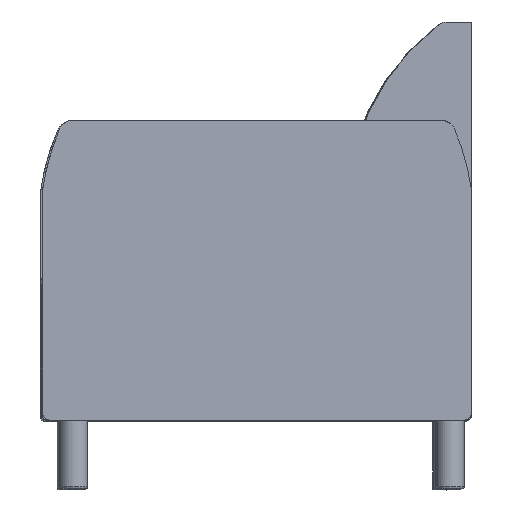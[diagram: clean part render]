
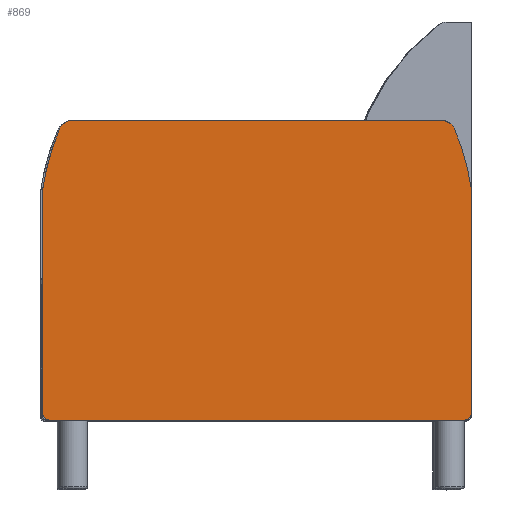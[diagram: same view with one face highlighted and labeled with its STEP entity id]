
A CAD part, top view. The second image highlights one B-rep face of the part: STEP entity #869.
In plain terms, the highlighted planar face has unit normal (0.003, 0, 1).
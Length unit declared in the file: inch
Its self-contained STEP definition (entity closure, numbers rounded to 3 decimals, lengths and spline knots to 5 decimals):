
#16=B_SPLINE_CURVE_WITH_KNOTS('',3,(#1713,#1714,#1715,#1716,#1717,#1718,
#1719,#1720,#1721,#1722,#1723,#1724,#1725,#1726,#1727,#1728,#1729,#1730,
#1731,#1732,#1733,#1734),.UNSPECIFIED.,.F.,.F.,(4,2,2,2,2,2,2,2,2,2,4),
(-4.79444,-4.48666,-4.06789,-3.64912,
-3.23035,-3.1271,-3.02386,-2.98982,
-2.97281,-2.9643,-2.95579),.UNSPECIFIED.);
#18=B_SPLINE_CURVE_WITH_KNOTS('',3,(#1827,#1828,#1829,#1830,#1831,#1832,
#1833,#1834,#1835,#1836,#1837,#1838,#1839,#1840,#1841,#1842,#1843,#1844,
#1845,#1846,#1847,#1848),.UNSPECIFIED.,.F.,.F.,(4,2,2,2,2,2,2,2,2,2,4),
(-4.79444,-4.78593,-4.77742,-4.7604,
-4.72637,-4.62312,-4.51988,-4.10111,-3.68234,
-3.26356,-2.95579),.UNSPECIFIED.);
#102=PLANE('',#968);
#149=FACE_OUTER_BOUND('',#205,.T.);
#205=EDGE_LOOP('',(#772,#773,#774,#775,#776,#777,#778,#779,#780,#781,#782,
#783));
#262=LINE('',#1852,#324);
#266=LINE('',#1865,#328);
#267=LINE('',#1869,#329);
#268=LINE('',#1872,#330);
#324=VECTOR('',#1207,25.84997);
#328=VECTOR('',#1219,15.688);
#329=VECTOR('',#1222,29.);
#330=VECTOR('',#1225,15.688);
#369=CIRCLE('',#954,1.);
#371=CIRCLE('',#957,17.08068);
#373=CIRCLE('',#960,17.08068);
#375=CIRCLE('',#963,1.);
#378=CIRCLE('',#969,0.5);
#379=CIRCLE('',#970,0.5);
#437=VERTEX_POINT('',#1624);
#438=VERTEX_POINT('',#1626);
#440=VERTEX_POINT('',#1632);
#442=VERTEX_POINT('',#1711);
#445=VERTEX_POINT('',#1739);
#446=VERTEX_POINT('',#1741);
#448=VERTEX_POINT('',#1747);
#450=VERTEX_POINT('',#1826);
#455=VERTEX_POINT('',#1864);
#456=VERTEX_POINT('',#1866);
#457=VERTEX_POINT('',#1868);
#458=VERTEX_POINT('',#1870);
#540=EDGE_CURVE('',#438,#437,#369,.T.);
#543=EDGE_CURVE('',#440,#438,#371,.T.);
#547=EDGE_CURVE('',#437,#442,#16,.T.);
#550=EDGE_CURVE('',#446,#445,#373,.T.);
#553=EDGE_CURVE('',#448,#446,#375,.T.);
#556=EDGE_CURVE('',#450,#448,#18,.T.);
#559=EDGE_CURVE('',#442,#450,#262,.T.);
#565=EDGE_CURVE('',#445,#455,#266,.T.);
#566=EDGE_CURVE('',#456,#455,#378,.T.);
#567=EDGE_CURVE('',#456,#457,#267,.T.);
#568=EDGE_CURVE('',#458,#457,#379,.T.);
#569=EDGE_CURVE('',#458,#440,#268,.T.);
#772=ORIENTED_EDGE('',*,*,#543,.T.);
#773=ORIENTED_EDGE('',*,*,#540,.T.);
#774=ORIENTED_EDGE('',*,*,#547,.T.);
#775=ORIENTED_EDGE('',*,*,#559,.T.);
#776=ORIENTED_EDGE('',*,*,#556,.T.);
#777=ORIENTED_EDGE('',*,*,#553,.T.);
#778=ORIENTED_EDGE('',*,*,#550,.T.);
#779=ORIENTED_EDGE('',*,*,#565,.T.);
#780=ORIENTED_EDGE('',*,*,#566,.F.);
#781=ORIENTED_EDGE('',*,*,#567,.T.);
#782=ORIENTED_EDGE('',*,*,#568,.F.);
#783=ORIENTED_EDGE('',*,*,#569,.T.);
#869=ADVANCED_FACE('',(#149),#102,.T.);
#954=AXIS2_PLACEMENT_3D('',#1627,#1177,#1178);
#957=AXIS2_PLACEMENT_3D('',#1633,#1184,#1185);
#960=AXIS2_PLACEMENT_3D('',#1742,#1193,#1194);
#963=AXIS2_PLACEMENT_3D('',#1748,#1200,#1201);
#968=AXIS2_PLACEMENT_3D('',#1863,#1217,#1218);
#969=AXIS2_PLACEMENT_3D('',#1867,#1220,#1221);
#970=AXIS2_PLACEMENT_3D('',#1871,#1223,#1224);
#1177=DIRECTION('center_axis',(0.,0.,1.));
#1178=DIRECTION('ref_axis',(-0.92,-0.392,0.));
#1184=DIRECTION('center_axis',(0.,0.,1.));
#1185=DIRECTION('ref_axis',(-0.989,-0.146,0.));
#1193=DIRECTION('center_axis',(0.,0.,1.));
#1194=DIRECTION('ref_axis',(0.92,-0.392,0.));
#1200=DIRECTION('center_axis',(0.,0.,1.));
#1201=DIRECTION('ref_axis',(0.662,-0.75,0.));
#1207=DIRECTION('',(-1.,0.,0.));
#1217=DIRECTION('center_axis',(0.,0.,1.));
#1218=DIRECTION('ref_axis',(1.,0.,0.));
#1219=DIRECTION('',(0.,-1.,0.));
#1220=DIRECTION('center_axis',(0.,0.,-1.));
#1221=DIRECTION('ref_axis',(-0.707,-0.707,0.));
#1222=DIRECTION('',(1.,0.,0.));
#1223=DIRECTION('center_axis',(0.,0.,-1.));
#1224=DIRECTION('ref_axis',(0.707,-0.707,0.));
#1225=DIRECTION('',(0.,1.,0.));
#1624=CARTESIAN_POINT('',(16.89303,10.97274,4.));
#1626=CARTESIAN_POINT('',(17.15127,10.61478,4.));
#1627=CARTESIAN_POINT('Origin',(16.23116,10.22312,4.));
#1632=CARTESIAN_POINT('',(18.33397,6.41074,4.));
#1633=CARTESIAN_POINT('Origin',(1.43513,3.92505,4.));
#1711=CARTESIAN_POINT('',(16.25896,11.22274,4.));
#1713=CARTESIAN_POINT('Ctrl Pts',(16.89303,10.97274,4.));
#1714=CARTESIAN_POINT('Ctrl Pts',(16.86277,10.99945,4.));
#1715=CARTESIAN_POINT('Ctrl Pts',(16.83079,11.02442,4.));
#1716=CARTESIAN_POINT('Ctrl Pts',(16.75194,11.07859,4.));
#1717=CARTESIAN_POINT('Ctrl Pts',(16.70387,11.10603,4.));
#1718=CARTESIAN_POINT('Ctrl Pts',(16.60478,11.15231,4.));
#1719=CARTESIAN_POINT('Ctrl Pts',(16.55379,11.17112,4.));
#1720=CARTESIAN_POINT('Ctrl Pts',(16.45201,11.19986,4.));
#1721=CARTESIAN_POINT('Ctrl Pts',(16.40119,11.20978,4.));
#1722=CARTESIAN_POINT('Ctrl Pts',(16.34042,11.21721,4.));
#1723=CARTESIAN_POINT('Ctrl Pts',(16.3272,11.21859,4.));
#1724=CARTESIAN_POINT('Ctrl Pts',(16.30094,11.22077,4.));
#1725=CARTESIAN_POINT('Ctrl Pts',(16.28783,11.22158,4.));
#1726=CARTESIAN_POINT('Ctrl Pts',(16.27262,11.22227,4.));
#1727=CARTESIAN_POINT('Ctrl Pts',(16.26862,11.22243,4.));
#1728=CARTESIAN_POINT('Ctrl Pts',(16.26364,11.2226,4.));
#1729=CARTESIAN_POINT('Ctrl Pts',(16.26217,11.22264,4.));
#1730=CARTESIAN_POINT('Ctrl Pts',(16.26044,11.22269,4.));
#1731=CARTESIAN_POINT('Ctrl Pts',(16.25995,11.22271,4.));
#1732=CARTESIAN_POINT('Ctrl Pts',(16.25921,11.22273,4.));
#1733=CARTESIAN_POINT('Ctrl Pts',(16.25896,11.22274,4.));
#1734=CARTESIAN_POINT('Ctrl Pts',(16.25896,11.22274,4.));
#1739=CARTESIAN_POINT('',(-11.66603,6.41074,4.));
#1741=CARTESIAN_POINT('',(-10.48332,10.61478,4.));
#1742=CARTESIAN_POINT('Origin',(5.23281,3.92505,4.));
#1747=CARTESIAN_POINT('',(-10.22509,10.97274,4.));
#1748=CARTESIAN_POINT('Origin',(-9.56321,10.22312,4.));
#1826=CARTESIAN_POINT('',(-9.59101,11.22274,4.));
#1827=CARTESIAN_POINT('Ctrl Pts',(-9.59101,11.22274,4.));
#1828=CARTESIAN_POINT('Ctrl Pts',(-9.59101,11.22274,4.));
#1829=CARTESIAN_POINT('Ctrl Pts',(-9.59127,11.22273,4.));
#1830=CARTESIAN_POINT('Ctrl Pts',(-9.59201,11.22271,4.));
#1831=CARTESIAN_POINT('Ctrl Pts',(-9.5925,11.22269,4.));
#1832=CARTESIAN_POINT('Ctrl Pts',(-9.59423,11.22264,4.));
#1833=CARTESIAN_POINT('Ctrl Pts',(-9.59569,11.2226,4.));
#1834=CARTESIAN_POINT('Ctrl Pts',(-9.60068,11.22243,4.));
#1835=CARTESIAN_POINT('Ctrl Pts',(-9.60467,11.22227,4.));
#1836=CARTESIAN_POINT('Ctrl Pts',(-9.61988,11.22158,4.));
#1837=CARTESIAN_POINT('Ctrl Pts',(-9.633,11.22077,4.));
#1838=CARTESIAN_POINT('Ctrl Pts',(-9.65926,11.21859,4.));
#1839=CARTESIAN_POINT('Ctrl Pts',(-9.67247,11.21721,4.));
#1840=CARTESIAN_POINT('Ctrl Pts',(-9.73325,11.20978,4.));
#1841=CARTESIAN_POINT('Ctrl Pts',(-9.78407,11.19986,4.));
#1842=CARTESIAN_POINT('Ctrl Pts',(-9.88585,11.17112,4.));
#1843=CARTESIAN_POINT('Ctrl Pts',(-9.93684,11.15231,4.));
#1844=CARTESIAN_POINT('Ctrl Pts',(-10.03593,11.10603,4.));
#1845=CARTESIAN_POINT('Ctrl Pts',(-10.084,11.07859,4.));
#1846=CARTESIAN_POINT('Ctrl Pts',(-10.16285,11.02442,4.));
#1847=CARTESIAN_POINT('Ctrl Pts',(-10.19483,10.99945,4.));
#1848=CARTESIAN_POINT('Ctrl Pts',(-10.22509,10.97274,4.));
#1852=CARTESIAN_POINT('',(18.33397,11.22274,4.));
#1863=CARTESIAN_POINT('Origin',(3.33397,0.72274,4.));
#1864=CARTESIAN_POINT('',(-11.66603,-9.27726,4.));
#1865=CARTESIAN_POINT('',(-11.66603,11.22274,4.));
#1866=CARTESIAN_POINT('',(-11.16603,-9.77726,4.));
#1867=CARTESIAN_POINT('Origin',(-11.16603,-9.27726,4.));
#1868=CARTESIAN_POINT('',(17.83397,-9.77726,4.));
#1869=CARTESIAN_POINT('',(-11.66603,-9.77726,4.));
#1870=CARTESIAN_POINT('',(18.33397,-9.27726,4.));
#1871=CARTESIAN_POINT('Origin',(17.83397,-9.27726,4.));
#1872=CARTESIAN_POINT('',(18.33397,-9.77726,4.));
